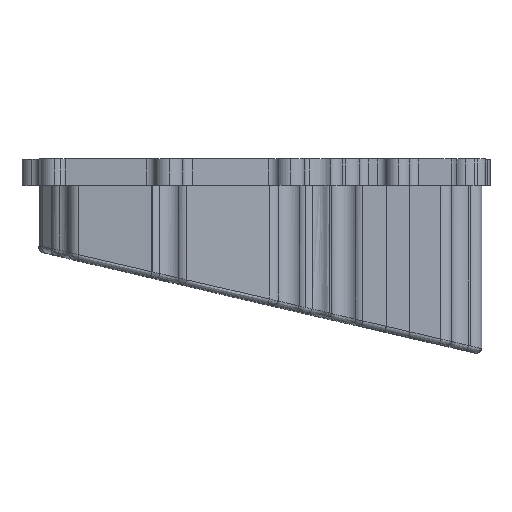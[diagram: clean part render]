
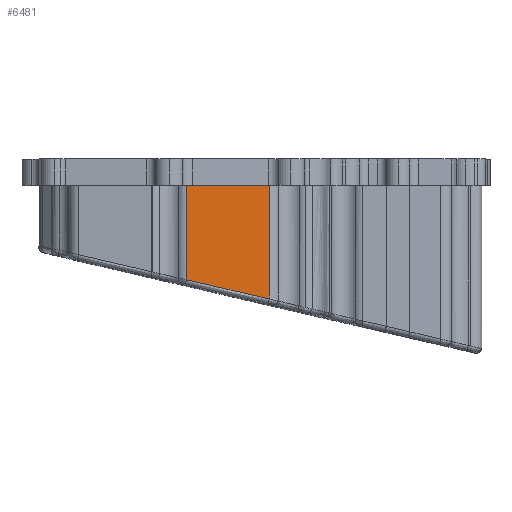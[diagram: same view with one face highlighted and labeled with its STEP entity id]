
A CAD part, top view. The second image highlights one B-rep face of the part: STEP entity #6481.
In plain terms, the highlighted free-form (B-spline) face has degree [3, 1] with [7, 2] control points.
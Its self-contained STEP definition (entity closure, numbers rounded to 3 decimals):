
#118 = EDGE_CURVE ( 'NONE', #24707, #5827, #16434, .T. ) ;
#127 = CARTESIAN_POINT ( 'NONE',  ( -21.045, -98.442, 88.988 ) ) ;
#196 = CARTESIAN_POINT ( 'NONE',  ( 0.817, -108.984, 88.464 ) ) ;
#258 = CARTESIAN_POINT ( 'NONE',  ( 15.496, -106.932, 87.488 ) ) ;
#384 = CARTESIAN_POINT ( 'NONE',  ( 8.199, -105.236, 88.042 ) ) ;
#497 = VECTOR ( 'NONE', #566, 1000. ) ;
#566 = DIRECTION ( 'NONE',  ( 0., 1., 0. ) ) ;
#818 = CARTESIAN_POINT ( 'NONE',  ( -10.131, -48.411, 88.885 ) ) ;
#1084 = CARTESIAN_POINT ( 'NONE',  ( 19.117, -48.411, 87.125 ) ) ;
#1320 = CARTESIAN_POINT ( 'NONE',  ( -21.045, -98.442, 88.988 ) ) ;
#1915 = CARTESIAN_POINT ( 'NONE',  ( -10.131, -48.411, 88.885 ) ) ;
#2304 = CARTESIAN_POINT ( 'NONE',  ( 19.117, -48.411, 87.125 ) ) ;
#2368 = CARTESIAN_POINT ( 'NONE',  ( -13.728, -100.142, 88.98 ) ) ;
#2523 = B_SPLINE_CURVE_WITH_KNOTS ( 'NONE', 3,
 ( #20346, #258, #384, #18101, #2368, #127 ),
 .UNSPECIFIED., .F., .F.,
 ( 4, 2, 4 ),
 ( 0., 0.5, 1. ),
 .UNSPECIFIED. ) ;
#3646 = CARTESIAN_POINT ( 'NONE',  ( -21.045, -163.411, 88.988 ) ) ;
#4420 = CARTESIAN_POINT ( 'NONE',  ( 11.779, -48.411, 87.771 ) ) ;
#4792 = B_SPLINE_SURFACE_WITH_KNOTS ( 'NONE', 3, 1, ( 
 ( #12370, #8339 ),
 ( #8464, #2304 ),
 ( #10294, #4420 ),
 ( #196, #24107 ),
 ( #25964, #1915 ),
 ( #23843, #14084 ),
 ( #22116, #5867 ) ),
 .UNSPECIFIED., .F., .F., .F.,
 ( 4, 1, 1, 1, 4 ),
 ( 2, 2 ),
 ( 0.501, 0.501, 0.501, 0.501, 0.501 ),
 ( 0., 1. ),
 .UNSPECIFIED. ) ;
#5047 = ORIENTED_EDGE ( 'NONE', *, *, #17006, .F. ) ;
#5306 = CARTESIAN_POINT ( 'NONE',  ( 11.779, -48.411, 87.771 ) ) ;
#5610 = EDGE_CURVE ( 'NONE', #5827, #18712, #6340, .T. ) ;
#5619 = LINE ( 'NONE', #3646, #11094 ) ;
#5827 = VERTEX_POINT ( 'NONE', #16256 ) ;
#5867 = CARTESIAN_POINT ( 'NONE',  ( -21.045, -48.411, 88.988 ) ) ;
#6340 = B_SPLINE_CURVE_WITH_KNOTS ( 'NONE', 3,
 ( #23278, #1084, #5306, #19320, #818, #25399, #24859 ),
 .UNSPECIFIED., .F., .F.,
 ( 4, 1, 1, 1, 4 ),
 ( 0.501, 0.501, 0.501, 0.501, 0.501 ),
 .UNSPECIFIED. ) ;
#6481 = ADVANCED_FACE ( 'NONE', ( #7953 ), #4792, .F. ) ;
#6753 = CARTESIAN_POINT ( 'NONE',  ( 22.777, -163.411, 86.758 ) ) ;
#7953 = FACE_OUTER_BOUND ( 'NONE', #19645, .T. ) ;
#8339 = CARTESIAN_POINT ( 'NONE',  ( 22.777, -48.411, 86.758 ) ) ;
#8464 = CARTESIAN_POINT ( 'NONE',  ( 19.117, -108.984, 87.125 ) ) ;
#8616 = VERTEX_POINT ( 'NONE', #1320 ) ;
#10294 = CARTESIAN_POINT ( 'NONE',  ( 11.779, -108.984, 87.771 ) ) ;
#11094 = VECTOR ( 'NONE', #21347, 1000. ) ;
#12370 = CARTESIAN_POINT ( 'NONE',  ( 22.777, -108.984, 86.758 ) ) ;
#13814 = CARTESIAN_POINT ( 'NONE',  ( 22.777, -108.623, 86.758 ) ) ;
#14084 = CARTESIAN_POINT ( 'NONE',  ( -17.405, -48.411, 88.984 ) ) ;
#16256 = CARTESIAN_POINT ( 'NONE',  ( 22.777, -48.411, 86.758 ) ) ;
#16434 = LINE ( 'NONE', #6753, #497 ) ;
#17006 = EDGE_CURVE ( 'NONE', #8616, #18712, #5619, .T. ) ;
#18101 = CARTESIAN_POINT ( 'NONE',  ( -6.415, -101.841, 88.788 ) ) ;
#18712 = VERTEX_POINT ( 'NONE', #20318 ) ;
#18813 = ORIENTED_EDGE ( 'NONE', *, *, #21611, .F. ) ;
#19320 = CARTESIAN_POINT ( 'NONE',  ( 0.817, -48.411, 88.464 ) ) ;
#19645 = EDGE_LOOP ( 'NONE', ( #18813, #21216, #23760, #5047 ) ) ;
#20318 = CARTESIAN_POINT ( 'NONE',  ( -21.045, -48.411, 88.988 ) ) ;
#20346 = CARTESIAN_POINT ( 'NONE',  ( 22.777, -108.623, 86.758 ) ) ;
#21216 = ORIENTED_EDGE ( 'NONE', *, *, #118, .T. ) ;
#21347 = DIRECTION ( 'NONE',  ( 0., 1., 0. ) ) ;
#21611 = EDGE_CURVE ( 'NONE', #24707, #8616, #2523, .T. ) ;
#22116 = CARTESIAN_POINT ( 'NONE',  ( -21.045, -108.984, 88.988 ) ) ;
#23278 = CARTESIAN_POINT ( 'NONE',  ( 22.777, -48.411, 86.758 ) ) ;
#23760 = ORIENTED_EDGE ( 'NONE', *, *, #5610, .T. ) ;
#23843 = CARTESIAN_POINT ( 'NONE',  ( -17.405, -108.984, 88.984 ) ) ;
#24107 = CARTESIAN_POINT ( 'NONE',  ( 0.817, -48.411, 88.464 ) ) ;
#24707 = VERTEX_POINT ( 'NONE', #13814 ) ;
#24859 = CARTESIAN_POINT ( 'NONE',  ( -21.045, -48.411, 88.988 ) ) ;
#25399 = CARTESIAN_POINT ( 'NONE',  ( -17.405, -48.411, 88.984 ) ) ;
#25964 = CARTESIAN_POINT ( 'NONE',  ( -10.131, -108.984, 88.885 ) ) ;
